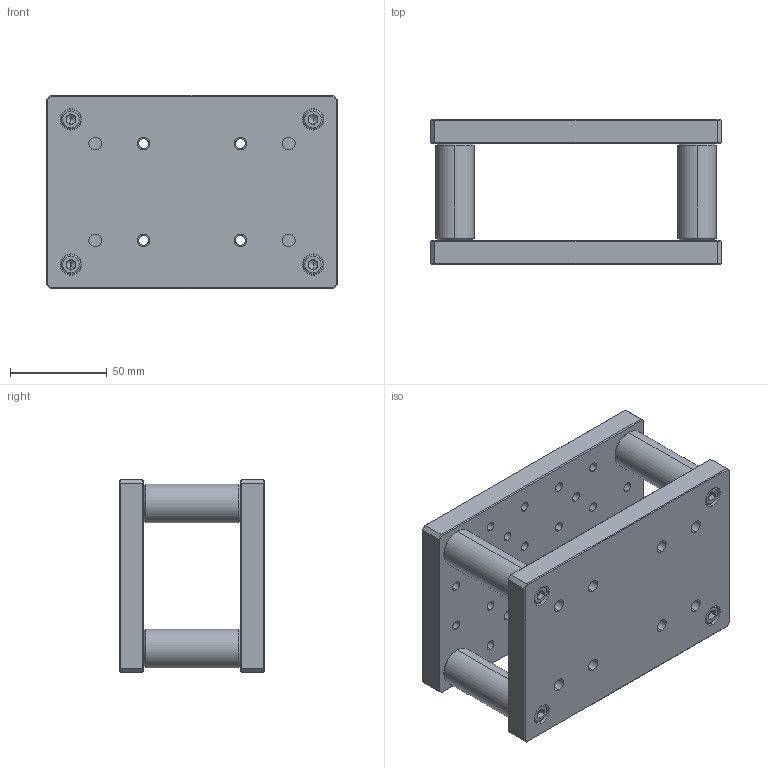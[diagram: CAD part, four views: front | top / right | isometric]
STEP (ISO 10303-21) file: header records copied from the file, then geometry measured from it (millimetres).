
FILE_DESCRIPTION (( 'STEP AP203' ), '1' );
FILE_NAME ('FHT1510-75.STEP', '2020-11-30T03:24:07', ( '' ), ( '' ), 'SwSTEP 2.0', 'SolidWorks 2016', '' );
FILE_SCHEMA (( 'CONFIG_CONTROL_DESIGN' ));
Length unit declared in the file: millimetre
Products named in the file (1): FHT1510-75
Bounding box: 150 x 75 x 100 mm (x, y, z)
Surface area: 92565.7 mm2 (no closed solid volume)
Topology: 0 solids, 18 shells, 303 faces, 1105 edges, 784 vertices
Faces by surface type: plane 151, cylinder 104, cone 32, torus 16
Entity records: 11827 total; most frequent: CARTESIAN_POINT 2177, DIRECTION 2049, ORIENTED_EDGE 1724, EDGE_CURVE 1089, VERTEX_POINT 784, LINE 737, VECTOR 737, AXIS2_PLACEMENT_3D 656
